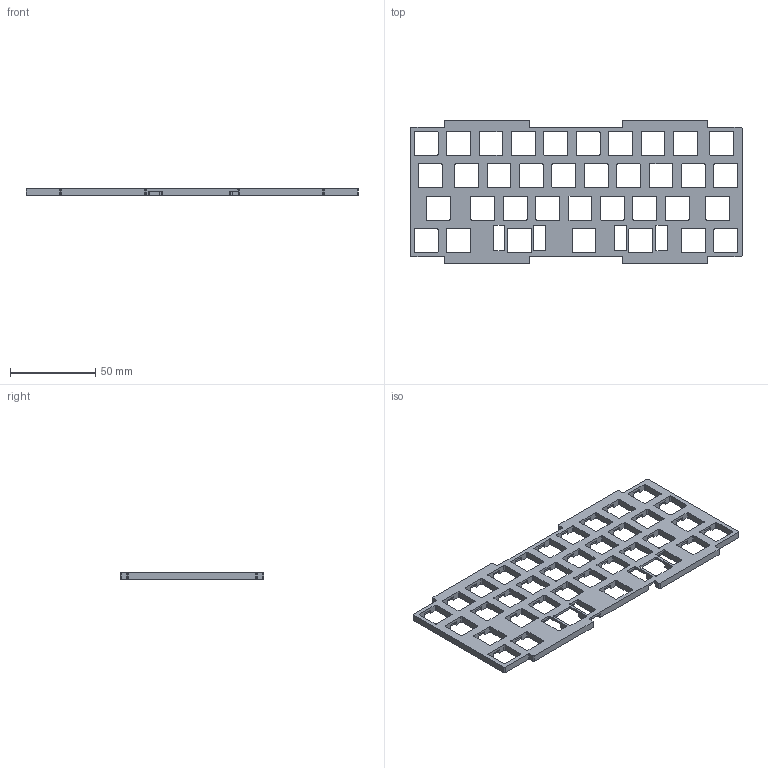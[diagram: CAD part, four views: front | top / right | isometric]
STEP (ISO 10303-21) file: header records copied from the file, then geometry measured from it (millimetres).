
FILE_DESCRIPTION(/* description */ (''),/* implementation_level */ '2;1');
FILE_NAME(/* name */ 'plate2.step',/* time_stamp */ '2021-08-27T12:18:46+02:00',/* author */ (''),/* organization */ (''),/* preprocessor_version */ 'ST-DEVELOPER v18.1',/* originating_system */ 'Autodesk Translation Framework v10.9.0.1377',/* authorisation */ '');
FILE_SCHEMA (('AUTOMOTIVE_DESIGN { 1 0 10303 214 3 1 1 }'));
Length unit declared in the file: millimetre
Products named in the file (1): plate
Bounding box: 195.26 x 84.2 x 4 mm (x, y, z)
Volume: 30775.1 mm3; surface area: 27699.8 mm2
Topology: 1 solids, 1 shells, 664 faces, 2015 edges, 1343 vertices
Faces by surface type: plane 473, cylinder 191
Entity records: 22673 total; most frequent: ORIENTED_EDGE 4030, CARTESIAN_POINT 4023, DIRECTION 3727, EDGE_CURVE 2015, LINE 1633, VECTOR 1633, VERTEX_POINT 1343, AXIS2_PLACEMENT_3D 1047
